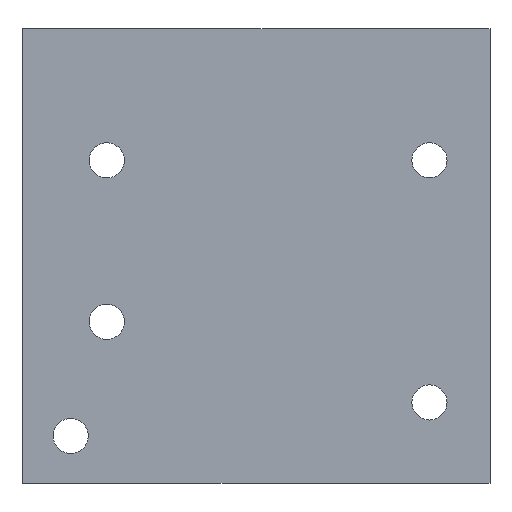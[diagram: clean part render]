
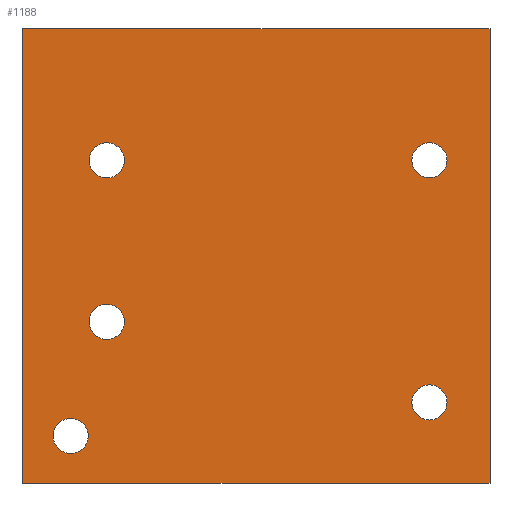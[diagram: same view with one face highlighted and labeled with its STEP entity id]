
A CAD part, front view. The second image highlights one B-rep face of the part: STEP entity #1188.
In plain terms, the highlighted planar face has unit normal (0, -1, 0).
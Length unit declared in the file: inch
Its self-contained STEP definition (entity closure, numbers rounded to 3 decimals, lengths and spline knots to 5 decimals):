
#26=FACE_BOUND('',#218,.T.);
#27=FACE_BOUND('',#219,.T.);
#28=FACE_BOUND('',#220,.T.);
#29=FACE_BOUND('',#221,.T.);
#30=FACE_BOUND('',#222,.T.);
#43=CIRCLE('',#1226,0.0545);
#45=CIRCLE('',#1229,0.0545);
#47=CIRCLE('',#1232,0.0545);
#49=CIRCLE('',#1235,0.0545);
#51=CIRCLE('',#1238,0.0545);
#155=FACE_OUTER_BOUND('',#217,.T.);
#217=EDGE_LOOP('',(#1039,#1040,#1041,#1042));
#218=EDGE_LOOP('',(#1043));
#219=EDGE_LOOP('',(#1044));
#220=EDGE_LOOP('',(#1045));
#221=EDGE_LOOP('',(#1046));
#222=EDGE_LOOP('',(#1047));
#240=LINE('',#1658,#360);
#337=LINE('',#1984,#457);
#343=LINE('',#2004,#463);
#350=LINE('',#2021,#470);
#360=VECTOR('',#1322,0.3937);
#457=VECTOR('',#1581,0.3937);
#463=VECTOR('',#1605,0.3937);
#470=VECTOR('',#1626,0.3937);
#474=VERTEX_POINT('',#1644);
#480=VERTEX_POINT('',#1656);
#503=VERTEX_POINT('',#1723);
#505=VERTEX_POINT('',#1729);
#507=VERTEX_POINT('',#1735);
#509=VERTEX_POINT('',#1741);
#511=VERTEX_POINT('',#1747);
#576=VERTEX_POINT('',#1983);
#581=VERTEX_POINT('',#2003);
#592=EDGE_CURVE('',#480,#474,#240,.T.);
#623=EDGE_CURVE('',#503,#503,#43,.T.);
#626=EDGE_CURVE('',#505,#505,#45,.T.);
#629=EDGE_CURVE('',#507,#507,#47,.T.);
#632=EDGE_CURVE('',#509,#509,#49,.T.);
#635=EDGE_CURVE('',#511,#511,#51,.T.);
#732=EDGE_CURVE('',#474,#576,#337,.T.);
#742=EDGE_CURVE('',#576,#581,#343,.T.);
#751=EDGE_CURVE('',#581,#480,#350,.T.);
#1039=ORIENTED_EDGE('',*,*,#592,.F.);
#1040=ORIENTED_EDGE('',*,*,#751,.F.);
#1041=ORIENTED_EDGE('',*,*,#742,.F.);
#1042=ORIENTED_EDGE('',*,*,#732,.F.);
#1043=ORIENTED_EDGE('',*,*,#626,.F.);
#1044=ORIENTED_EDGE('',*,*,#623,.F.);
#1045=ORIENTED_EDGE('',*,*,#635,.F.);
#1046=ORIENTED_EDGE('',*,*,#632,.F.);
#1047=ORIENTED_EDGE('',*,*,#629,.F.);
#1131=PLANE('',#1304);
#1188=ADVANCED_FACE('',(#155,#26,#27,#28,#29,#30),#1131,.T.);
#1226=AXIS2_PLACEMENT_3D('',#1724,#1383,#1384);
#1229=AXIS2_PLACEMENT_3D('',#1730,#1390,#1391);
#1232=AXIS2_PLACEMENT_3D('',#1736,#1397,#1398);
#1235=AXIS2_PLACEMENT_3D('',#1742,#1404,#1405);
#1238=AXIS2_PLACEMENT_3D('',#1748,#1411,#1412);
#1304=AXIS2_PLACEMENT_3D('',#2020,#1624,#1625);
#1322=DIRECTION('',(-1.,0.,0.));
#1383=DIRECTION('center_axis',(0.,-1.,0.));
#1384=DIRECTION('ref_axis',(0.,0.,-1.));
#1390=DIRECTION('center_axis',(0.,-1.,0.));
#1391=DIRECTION('ref_axis',(0.,0.,-1.));
#1397=DIRECTION('center_axis',(0.,-1.,0.));
#1398=DIRECTION('ref_axis',(0.,0.,-1.));
#1404=DIRECTION('center_axis',(0.,-1.,0.));
#1405=DIRECTION('ref_axis',(0.,0.,-1.));
#1411=DIRECTION('center_axis',(0.,-1.,0.));
#1412=DIRECTION('ref_axis',(0.,0.,-1.));
#1581=DIRECTION('',(0.,0.,1.));
#1605=DIRECTION('',(1.,0.,0.));
#1624=DIRECTION('center_axis',(0.,-1.,0.));
#1625=DIRECTION('ref_axis',(-1.,0.,0.));
#1626=DIRECTION('',(0.,0.,-1.));
#1644=CARTESIAN_POINT('',(-0.75,0.06695,1.39811));
#1656=CARTESIAN_POINT('',(0.7,0.06695,1.39811));
#1658=CARTESIAN_POINT('',(0.3375,0.06695,1.39811));
#1723=CARTESIAN_POINT('',(0.5125,0.06695,1.70261));
#1724=CARTESIAN_POINT('Origin',(0.5125,0.06695,1.64811));
#1729=CARTESIAN_POINT('',(-0.4875,0.06695,1.95261));
#1730=CARTESIAN_POINT('Origin',(-0.4875,0.06695,1.89811));
#1735=CARTESIAN_POINT('',(-0.4875,0.06695,2.45261));
#1736=CARTESIAN_POINT('Origin',(-0.4875,0.06695,2.39811));
#1741=CARTESIAN_POINT('',(-0.59921,0.06695,1.59883));
#1742=CARTESIAN_POINT('Origin',(-0.59921,0.06695,1.54433));
#1747=CARTESIAN_POINT('',(0.5125,0.06695,2.45261));
#1748=CARTESIAN_POINT('Origin',(0.5125,0.06695,2.39811));
#1983=CARTESIAN_POINT('',(-0.75,0.06695,2.80559));
#1984=CARTESIAN_POINT('',(-0.75,0.06695,2.64811));
#2003=CARTESIAN_POINT('',(0.7,0.06695,2.80559));
#2004=CARTESIAN_POINT('',(-0.75,0.06695,2.80559));
#2020=CARTESIAN_POINT('Origin',(0.7,0.06695,2.64811));
#2021=CARTESIAN_POINT('',(0.7,0.06695,2.64811));
